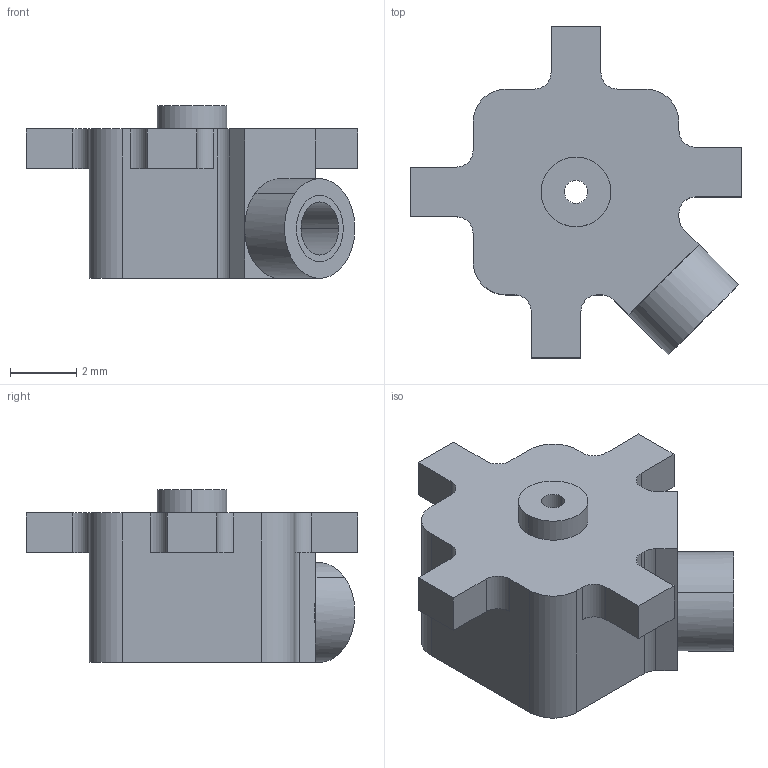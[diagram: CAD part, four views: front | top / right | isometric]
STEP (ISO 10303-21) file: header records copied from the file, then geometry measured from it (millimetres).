
FILE_DESCRIPTION((''),'2;1');
FILE_NAME('MWS_BMP005_002_P_001','2024-01-17T16:39:23',('LOrciari'),(''),'CREO PARAMETRIC BY PTC INC, 2023014','CREO PARAMETRIC BY PTC INC, 2023014','');
FILE_SCHEMA(('CONFIG_CONTROL_DESIGN'));
Length unit declared in the file: millimetre
Products named in the file (1): MWS_BMP005_002_P_001
Bounding box: 10 x 10 x 5.2 mm (x, y, z)
Volume: 87.7 mm3; surface area: 348 mm2
Topology: 1 solids, 2 shells, 64 faces, 182 edges, 121 vertices
Faces by surface type: plane 34, cylinder 28, cone 2
Entity records: 2197 total; most frequent: CARTESIAN_POINT 448, ORIENTED_EDGE 356, DIRECTION 355, EDGE_CURVE 182, VERTEX_POINT 121, AXIS2_PLACEMENT_3D 120, VECTOR 115, LINE 115
